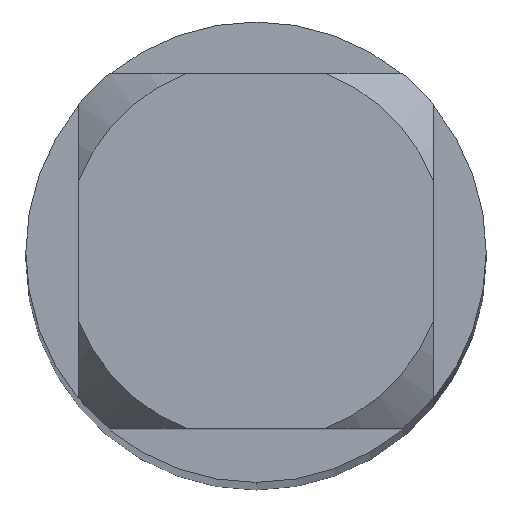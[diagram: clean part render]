
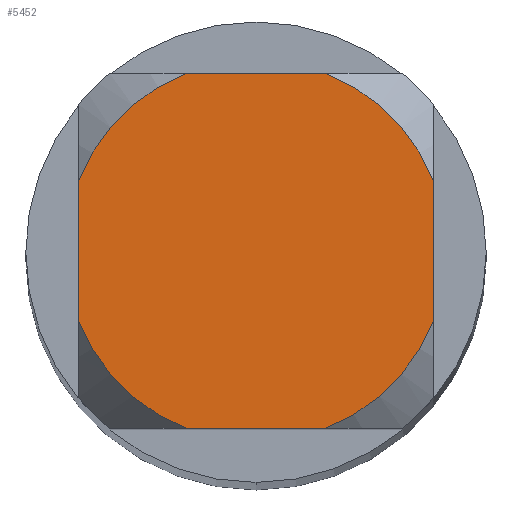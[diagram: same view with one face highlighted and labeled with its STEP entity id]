
A CAD part, top view. The second image highlights one B-rep face of the part: STEP entity #5452.
In plain terms, the highlighted planar face has unit normal (0, 0, 1).
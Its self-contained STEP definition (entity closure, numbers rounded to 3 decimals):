
#2750=VERTEX_POINT('',#8029);
#2996=EDGE_CURVE('',#4106,#4400,#8296,.T.);
#3658=VERTEX_POINT('',#9016);
#4096=VERTEX_POINT('',#9496);
#4106=VERTEX_POINT('',#9507);
#4312=EDGE_CURVE('',#7000,#4596,#9732,.T.);
#4400=VERTEX_POINT('',#9824);
#4488=EDGE_CURVE('',#4106,#7656,#9920,.T.);
#4564=EDGE_CURVE('',#7000,#4400,#10002,.T.);
#4596=VERTEX_POINT('',#10036);
#4954=EDGE_CURVE('',#2750,#4596,#10431,.T.);
#5384=EDGE_CURVE('',#2750,#4096,#10899,.T.);
#5452=ADVANCED_FACE('',(#10972),#10973,.T.);
#5844=EDGE_CURVE('',#3658,#7656,#11399,.T.);
#6416=EDGE_CURVE('',#3658,#4096,#12021,.T.);
#7000=VERTEX_POINT('',#12658);
#7656=VERTEX_POINT('',#13370);
#8029=CARTESIAN_POINT('',(1.35,-0.529,0.0));
#8296=CIRCLE('',#14264,1.45);
#9016=CARTESIAN_POINT('',(-0.529,-1.35,0.0));
#9496=CARTESIAN_POINT('',(0.529,-1.35,0.0));
#9507=CARTESIAN_POINT('',(-1.35,0.529,0.0));
#9732=CIRCLE('',#16766,1.45);
#9824=CARTESIAN_POINT('',(-0.529,1.35,0.0));
#9920=LINE('',#17167,#17168);
#10002=LINE('',#17339,#17340);
#10036=CARTESIAN_POINT('',(1.35,0.529,0.0));
#10431=LINE('',#18078,#18079);
#10899=CIRCLE('',#18828,1.45);
#10972=FACE_OUTER_BOUND('',#19042,.T.);
#10973=PLANE('',#19043);
#11399=CIRCLE('',#19758,1.45);
#12021=LINE('',#20690,#20691);
#12658=CARTESIAN_POINT('',(0.529,1.35,0.0));
#13370=CARTESIAN_POINT('',(-1.35,-0.529,0.0));
#14264=AXIS2_PLACEMENT_3D('',#24073,#24074,#24075);
#16766=AXIS2_PLACEMENT_3D('',#25590,#25591,#25592);
#17167=CARTESIAN_POINT('',(-1.35,0.363,0.0));
#17168=VECTOR('',#25778,1.0);
#17339=CARTESIAN_POINT('',(0.0,1.35,0.0));
#17340=VECTOR('',#25862,1.0);
#18078=CARTESIAN_POINT('',(1.35,0.363,0.0));
#18079=VECTOR('',#26347,1.0);
#18828=AXIS2_PLACEMENT_3D('',#26807,#26808,#26809);
#19042=EDGE_LOOP('',(#26879,#26880,#26881,#26882,#26883,#26884,#26885,#26886));
#19043=AXIS2_PLACEMENT_3D('',#26887,#26888,#26889);
#19758=AXIS2_PLACEMENT_3D('',#27322,#27323,#27324);
#20690=CARTESIAN_POINT('',(0.0,-1.35,0.0));
#20691=VECTOR('',#27962,1.0);
#24073=CARTESIAN_POINT('',(0.0,0.0,0.0));
#24074=DIRECTION('',(0.0,0.0,-1.0));
#24075=DIRECTION('',(0.0,1.0,0.0));
#25590=CARTESIAN_POINT('',(0.0,0.0,0.0));
#25591=DIRECTION('',(0.0,0.0,-1.0));
#25592=DIRECTION('',(0.0,1.0,0.0));
#25778=DIRECTION('',(-0.0,-1.0,0.0));
#25862=DIRECTION('',(-1.0,0.0,0.0));
#26347=DIRECTION('',(-0.0,1.0,0.0));
#26807=CARTESIAN_POINT('',(0.0,0.0,0.0));
#26808=DIRECTION('',(0.0,0.0,-1.0));
#26809=DIRECTION('',(0.0,1.0,0.0));
#26879=ORIENTED_EDGE('',*,*,#4488,.T.);
#26880=ORIENTED_EDGE('',*,*,#5844,.F.);
#26881=ORIENTED_EDGE('',*,*,#6416,.T.);
#26882=ORIENTED_EDGE('',*,*,#5384,.F.);
#26883=ORIENTED_EDGE('',*,*,#4954,.T.);
#26884=ORIENTED_EDGE('',*,*,#4312,.F.);
#26885=ORIENTED_EDGE('',*,*,#4564,.T.);
#26886=ORIENTED_EDGE('',*,*,#2996,.F.);
#26887=CARTESIAN_POINT('',(0.0,0.725,0.0));
#26888=DIRECTION('',(-0.0,0.0,1.0));
#26889=DIRECTION('',(0.0,-1.0,0.0));
#27322=CARTESIAN_POINT('',(0.0,0.0,0.0));
#27323=DIRECTION('',(0.0,0.0,-1.0));
#27324=DIRECTION('',(0.0,1.0,0.0));
#27962=DIRECTION('',(1.0,0.0,0.0));
